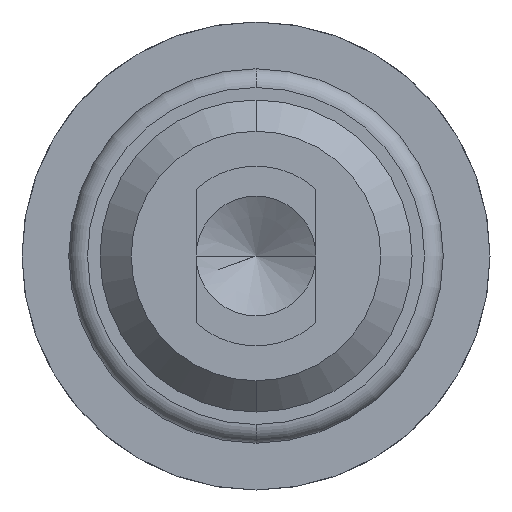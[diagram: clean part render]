
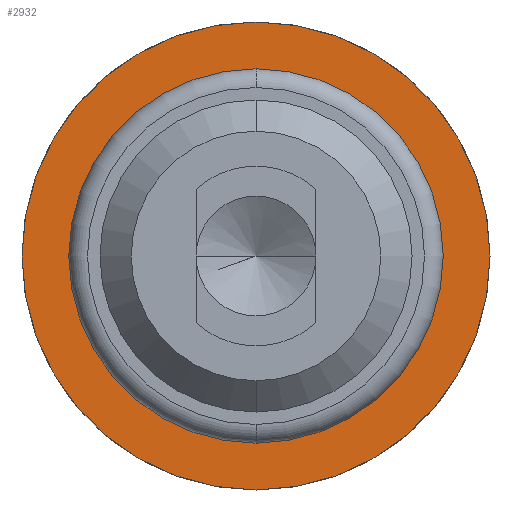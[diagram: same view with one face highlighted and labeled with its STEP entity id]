
A CAD part, front view. The second image highlights one B-rep face of the part: STEP entity #2932.
In plain terms, the highlighted planar face has unit normal (0, -1, 0).
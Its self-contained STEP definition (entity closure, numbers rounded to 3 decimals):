
#61 = CIRCLE ( 'NONE', #2669, 1.5 ) ;
#268 = CARTESIAN_POINT ( 'NONE',  ( 1.5, 20., 0. ) ) ;
#301 = VERTEX_POINT ( 'NONE', #3352 ) ;
#324 = AXIS2_PLACEMENT_3D ( 'NONE', #2059, #2949, #563 ) ;
#367 = ORIENTED_EDGE ( 'NONE', *, *, #1331, .F. ) ;
#518 = DIRECTION ( 'NONE',  ( 0., 0., -1. ) ) ;
#522 = EDGE_CURVE ( 'Defeature ausgef�hrt3_5+Defeature ausgef�hrt3_6+Defeature ausgef�hrt3_6+Defeature ausgef�hrt3_6', #301, #2924, #3523, .T. ) ;
#545 = EDGE_CURVE ( 'Defeature ausgef�hrt3_5+Defeature ausgef�hrt3_6+Defeature ausgef�hrt3_6+Defeature ausgef�hrt3_6', #2924, #301, #1183, .T. ) ;
#563 = DIRECTION ( 'NONE',  ( 0., 0., -1. ) ) ;
#664 = ORIENTED_EDGE ( 'NONE', *, *, #522, .T. ) ;
#704 = CARTESIAN_POINT ( 'NONE',  ( 0., 20., 0. ) ) ;
#778 = CARTESIAN_POINT ( 'NONE',  ( 0., 20., 0. ) ) ;
#801 = ORIENTED_EDGE ( 'NONE', *, *, #2772, .F. ) ;
#815 = AXIS2_PLACEMENT_3D ( 'NONE', #2280, #3772, #518 ) ;
#1137 = CARTESIAN_POINT ( 'NONE',  ( 0., 20., 1.5 ) ) ;
#1183 = CIRCLE ( 'NONE', #815, 1.875 ) ;
#1306 = DIRECTION ( 'NONE',  ( 0., -1., 0. ) ) ;
#1331 = EDGE_CURVE ( 'Defeature ausgef�hrt3_4+Defeature ausgef�hrt3_5+Defeature ausgef�hrt3_5+Defeature ausgef�hrt3_5', #1879, #1909, #3225, .T. ) ;
#1370 = DIRECTION ( 'NONE',  ( 0., 0., -1. ) ) ;
#1879 = VERTEX_POINT ( 'NONE', #1137 ) ;
#1909 = VERTEX_POINT ( 'NONE', #2923 ) ;
#1922 = FACE_OUTER_BOUND ( 'NONE', #2895, .T. ) ;
#2059 = CARTESIAN_POINT ( 'NONE',  ( 0., 20., 0. ) ) ;
#2280 = CARTESIAN_POINT ( 'NONE',  ( 0., 20., 0. ) ) ;
#2591 = AXIS2_PLACEMENT_3D ( 'NONE', #778, #3130, #1370 ) ;
#2600 = CARTESIAN_POINT ( 'NONE',  ( 0., 20., 1.875 ) ) ;
#2614 = DIRECTION ( 'NONE',  ( 0., -1., 0. ) ) ;
#2630 = DIRECTION ( 'NONE',  ( 0., 0., -1. ) ) ;
#2669 = AXIS2_PLACEMENT_3D ( 'NONE', #704, #1306, #3332 ) ;
#2703 = EDGE_LOOP ( 'NONE', ( #801, #367 ) ) ;
#2772 = EDGE_CURVE ( 'Defeature ausgef�hrt3_4+Defeature ausgef�hrt3_5+Defeature ausgef�hrt3_5+Defeature ausgef�hrt3_5', #1909, #1879, #61, .T. ) ;
#2895 = EDGE_LOOP ( 'NONE', ( #664, #2929 ) ) ;
#2923 = CARTESIAN_POINT ( 'NONE',  ( 0., 20., -1.5 ) ) ;
#2924 = VERTEX_POINT ( 'NONE', #2600 ) ;
#2929 = ORIENTED_EDGE ( 'NONE', *, *, #545, .T. ) ;
#2932 = ADVANCED_FACE ( 'Defeature ausgef�hrt3_5', ( #1922, #3282 ), #3554, .T. ) ;
#2949 = DIRECTION ( 'NONE',  ( 0., -1., 0. ) ) ;
#3130 = DIRECTION ( 'NONE',  ( 0., -1., 0. ) ) ;
#3225 = CIRCLE ( 'NONE', #324, 1.5 ) ;
#3226 = AXIS2_PLACEMENT_3D ( 'NONE', #268, #2614, #2630 ) ;
#3282 = FACE_BOUND ( 'NONE', #2703, .T. ) ;
#3332 = DIRECTION ( 'NONE',  ( 0., 0., -1. ) ) ;
#3352 = CARTESIAN_POINT ( 'NONE',  ( 0., 20., -1.875 ) ) ;
#3523 = CIRCLE ( 'NONE', #2591, 1.875 ) ;
#3554 = PLANE ( 'NONE',  #3226 ) ;
#3772 = DIRECTION ( 'NONE',  ( 0., -1., 0. ) ) ;
